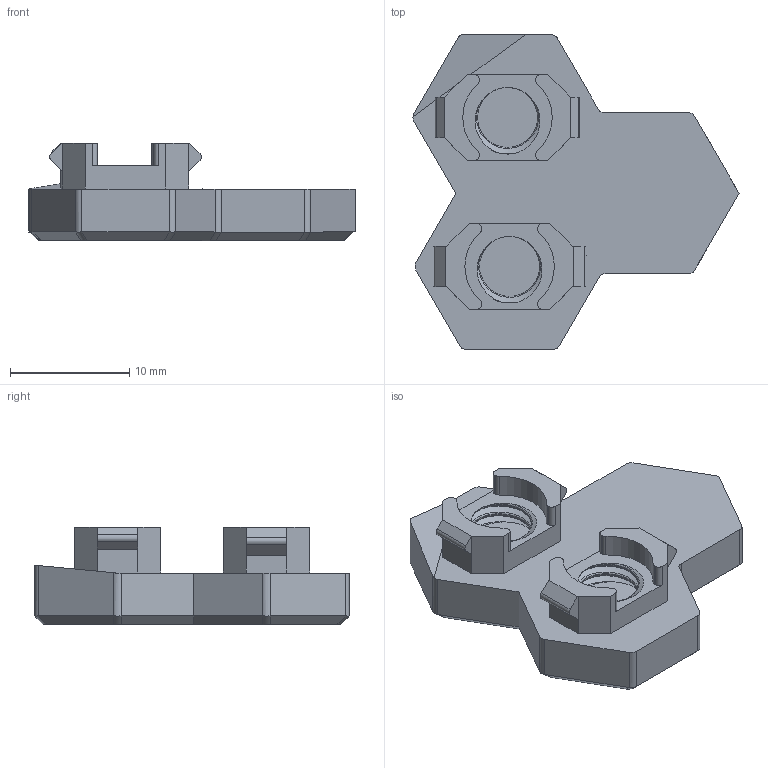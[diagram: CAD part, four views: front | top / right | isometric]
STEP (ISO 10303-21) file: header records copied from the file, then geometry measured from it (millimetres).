
FILE_DESCRIPTION(/* description */ (''),/* implementation_level */ '2;1');
FILE_NAME(/* name */ 'Triple_Blank.step',/* time_stamp */ '2025-04-05T20:54:57+02:00',/* author */ (''),/* organization */ (''),/* preprocessor_version */ 'ST-DEVELOPER v20.1',/* originating_system */ 'Autodesk Translation Framework v14.4.0.0',/* authorisation */ '');
FILE_SCHEMA (('AUTOMOTIVE_DESIGN { 1 0 10303 214 3 1 1 }'));
Length unit declared in the file: millimetre
Products named in the file (1): No_Bowden_Cover (1) (1)
Bounding box: 27.33 x 26.37 x 8.2 mm (x, y, z)
Volume: 2100.7 mm3; surface area: 1768.1 mm2
Topology: 1 solids, 4 shells, 192 faces, 521 edges, 344 vertices
Faces by surface type: plane 123, cylinder 60, bspline 9
Full cylindrical faces by diameter (mm): 5.035 x2, 6.147 x2
Entity records: 9280 total; most frequent: CARTESIAN_POINT 4447, ORIENTED_EDGE 1042, DIRECTION 933, EDGE_CURVE 521, LINE 347, VECTOR 347, VERTEX_POINT 344, AXIS2_PLACEMENT_3D 293
